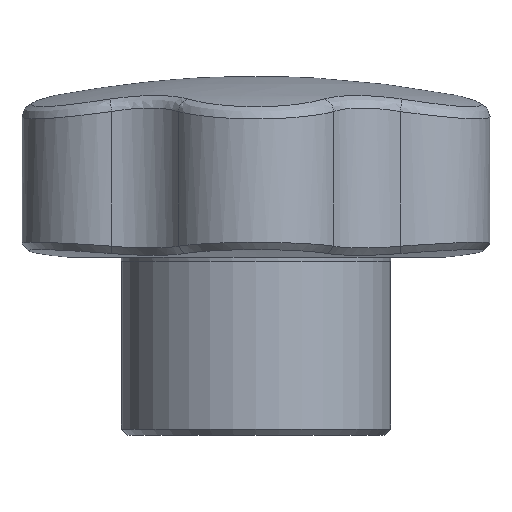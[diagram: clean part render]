
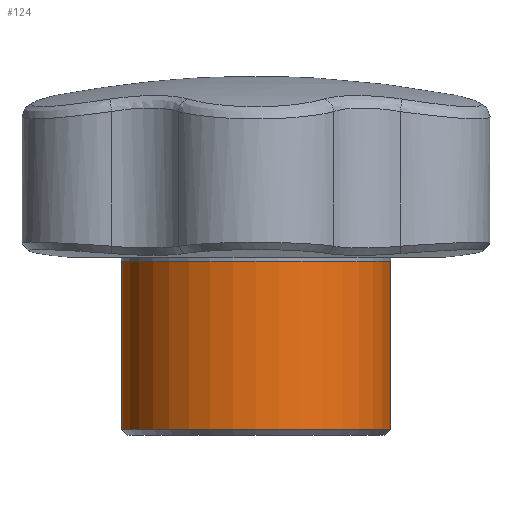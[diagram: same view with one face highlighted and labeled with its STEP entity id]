
A CAD part, left-side view. The second image highlights one B-rep face of the part: STEP entity #124.
In plain terms, the highlighted cylindrical face has radius 10.5 mm (diameter 21 mm), a full revolution.
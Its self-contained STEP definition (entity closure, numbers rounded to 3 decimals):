
#124 = ADVANCED_FACE( '', ( #315, #316 ), #317, .T. );
#315 = FACE_OUTER_BOUND( '', #611, .T. );
#316 = FACE_OUTER_BOUND( '', #612, .T. );
#317 = CYLINDRICAL_SURFACE( '', #613, 10.5 );
#611 = EDGE_LOOP( '', ( #3472 ) );
#612 = EDGE_LOOP( '', ( #3473 ) );
#613 = AXIS2_PLACEMENT_3D( '', #3474, #3475, #3476 );
#3472 = ORIENTED_EDGE( '', *, *, #4087, .T. );
#3473 = ORIENTED_EDGE( '', *, *, #4088, .F. );
#3474 = CARTESIAN_POINT( '', ( 0., 0., 28. ) );
#3475 = DIRECTION( '', ( 0., 0., -1. ) );
#3476 = DIRECTION( '', ( 1., 0., 0. ) );
#4087 = EDGE_CURVE( '', #4388, #4388, #4389, .T. );
#4088 = EDGE_CURVE( '', #4390, #4390, #4391, .T. );
#4388 = VERTEX_POINT( '', #5149 );
#4389 = CIRCLE( '', #5150, 10.5 );
#4390 = VERTEX_POINT( '', #5151 );
#4391 = CIRCLE( '', #5152, 10.5 );
#5149 = CARTESIAN_POINT( '', ( 10.5, 0., 0.137 ) );
#5150 = AXIS2_PLACEMENT_3D( '', #7369, #7370, #7371 );
#5151 = CARTESIAN_POINT( '', ( 10.5, 0., 13.239 ) );
#5152 = AXIS2_PLACEMENT_3D( '', #7372, #7373, #7374 );
#7369 = CARTESIAN_POINT( '', ( 0., 0., 0.137 ) );
#7370 = DIRECTION( '', ( 0., 0., 1. ) );
#7371 = DIRECTION( '', ( 1., 0., 0. ) );
#7372 = CARTESIAN_POINT( '', ( 0., 0., 13.239 ) );
#7373 = DIRECTION( '', ( 0., 0., 1. ) );
#7374 = DIRECTION( '', ( 1., 0., 0. ) );
